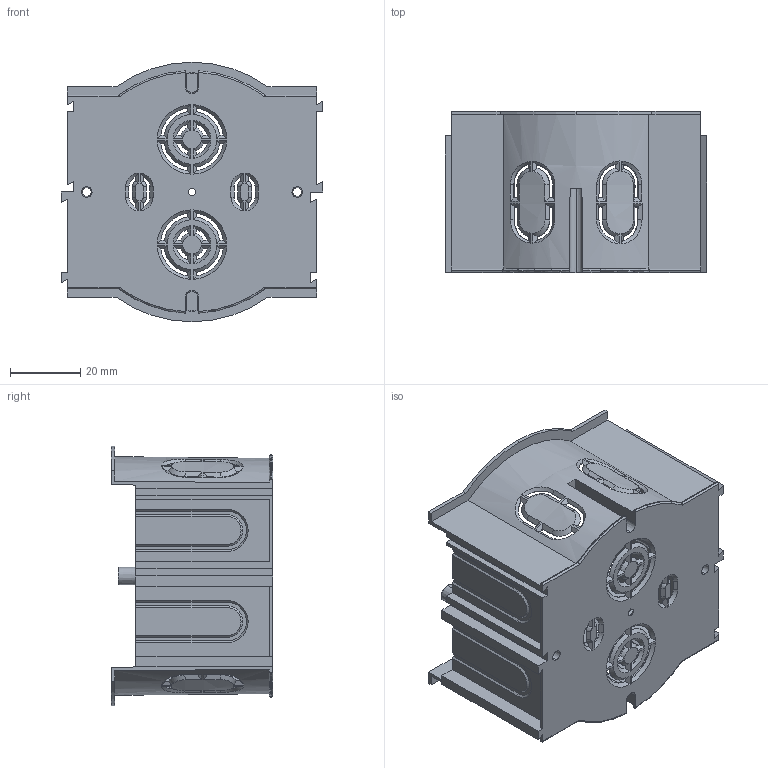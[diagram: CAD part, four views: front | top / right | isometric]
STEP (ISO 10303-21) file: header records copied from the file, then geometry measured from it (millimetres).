
FILE_DESCRIPTION (( 'STEP AP203' ), '1' );
FILE_NAME ('ﾑ3ﾌ7.STEP', '2021-11-20T14:17:45', ( 'I54570' ), ( '' ), 'SwSTEP 2.0', 'SolidWorks 2014', '' );
FILE_SCHEMA (( 'CONFIG_CONTROL_DESIGN' ));
Length unit declared in the file: millimetre
Products named in the file (1): ﾑ3ﾌ7
Bounding box: 74.5 x 46 x 74 mm (x, y, z)
Volume: 19541.2 mm3; surface area: 35486.4 mm2
Topology: 1 solids, 1 shells, 570 faces, 1566 edges, 1002 vertices
Faces by surface type: plane 279, cone 103, cylinder 100, bspline 80, torus 8
Entity records: 20419 total; most frequent: CARTESIAN_POINT 6793, ORIENTED_EDGE 3132, DIRECTION 2321, EDGE_CURVE 1566, VERTEX_POINT 1002, AXIS2_PLACEMENT_3D 807, LINE 707, VECTOR 707
